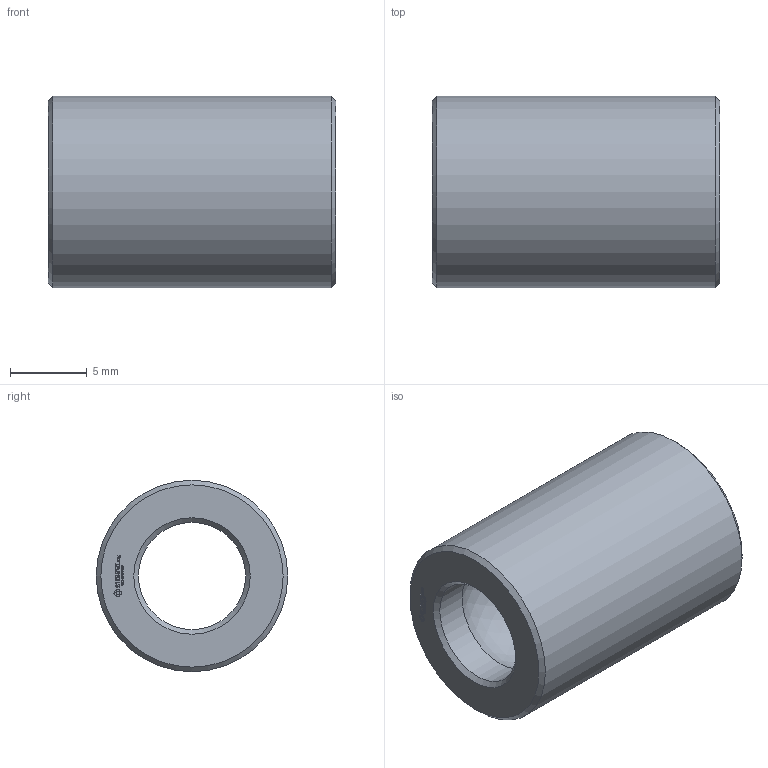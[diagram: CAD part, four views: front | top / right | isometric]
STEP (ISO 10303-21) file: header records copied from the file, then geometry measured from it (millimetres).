
FILE_DESCRIPTION(('FreeCAD Model'),'2;1');
FILE_NAME('Open CASCADE Shape Model','2024-01-02T00:20:31',(''),(''), 'Open CASCADE STEP processor 7.6','FreeCAD','Unknown');
FILE_SCHEMA(('AUTOMOTIVE_DESIGN { 1 0 10303 214 1 1 1 1 }'));
Length unit declared in the file: millimetre
Products named in the file (1): Spacer FRE BU01.00x01.50 - SPN-SPR-0055 (stemfie.org)
Bounding box: 18.75 x 12.5 x 12.5 mm (x, y, z)
Volume: 1443.3 mm3; surface area: 1346.8 mm2
Topology: 1 solids, 1 shells, 519 faces, 1447 edges, 962 vertices
Faces by surface type: plane 307, extrusion 202, cylinder 4, cone 4, sphere 2
Full cylindrical faces by diameter (mm): 7 x3, 12.5 x1
Entity records: 35532 total; most frequent: CARTESIAN_POINT 7843, DIRECTION 4385, VECTOR 3717, LINE 3515, ORIENTED_EDGE 2894, PCURVE 2894, DEFINITIONAL_REPRESENTATION 2894, EDGE_CURVE 1447
